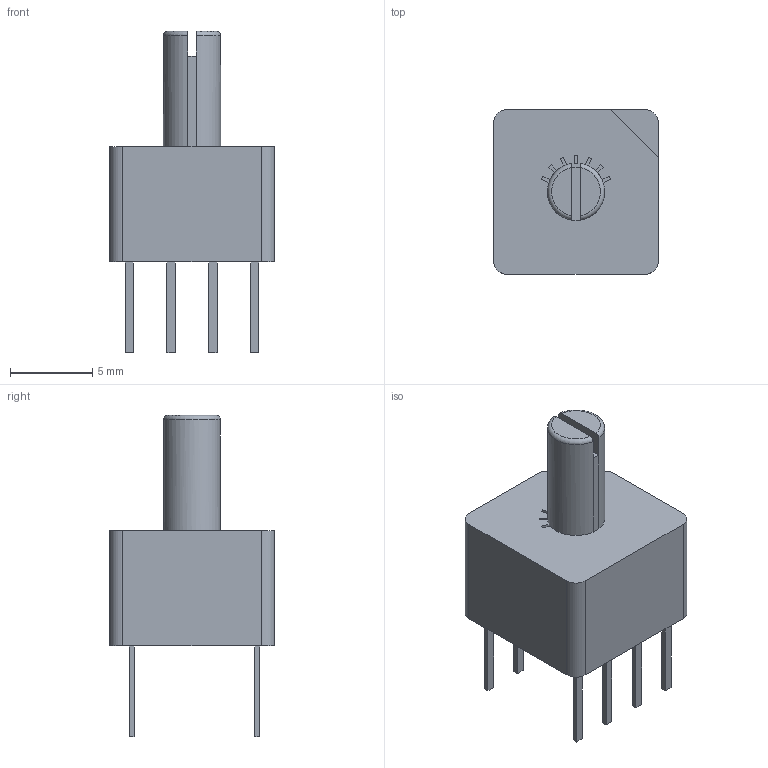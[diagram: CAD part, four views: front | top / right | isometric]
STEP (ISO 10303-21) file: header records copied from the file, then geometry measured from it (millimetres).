
FILE_DESCRIPTION(/* description */ (''),/* implementation_level */ '2;1');
FILE_NAME(/* name */ '6-Position Rotary Switch.step',/* time_stamp */ '2024-06-19T11:52:11-04:00',/* author */ (''),/* organization */ (''),/* preprocessor_version */ 'ST-DEVELOPER v20',/* originating_system */ 'Autodesk Translation Framework v13.14.0.145',/* authorisation */ '');
FILE_SCHEMA (('AUTOMOTIVE_DESIGN { 1 0 10303 214 3 1 1 }'));
Length unit declared in the file: millimetre
Products named in the file (1): Electrical Components
Bounding box: 10 x 10 x 19.5 mm (x, y, z)
Volume: 760.9 mm3; surface area: 629.9 mm2
Topology: 1 solids, 1 shells, 92 faces, 238 edges, 158 vertices
Faces by surface type: plane 76, cylinder 14, torus 2
Entity records: 2947 total; most frequent: CARTESIAN_POINT 525, ORIENTED_EDGE 476, DIRECTION 462, EDGE_CURVE 238, LINE 192, VECTOR 192, VERTEX_POINT 158, AXIS2_PLACEMENT_3D 135
